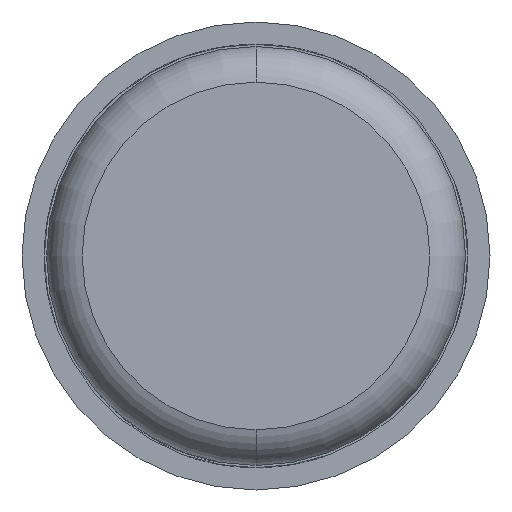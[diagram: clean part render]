
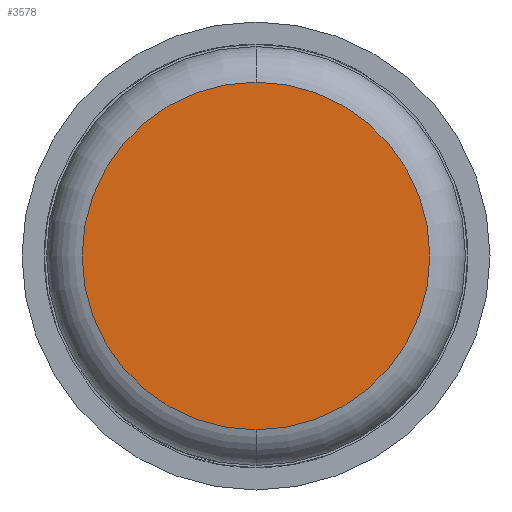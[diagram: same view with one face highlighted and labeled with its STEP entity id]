
A CAD part, front view. The second image highlights one B-rep face of the part: STEP entity #3578.
In plain terms, the highlighted planar face has unit normal (0, -1, 0).
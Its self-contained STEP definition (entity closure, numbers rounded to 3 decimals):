
#44 = CIRCLE ( 'NONE', #972, 0.39 ) ;
#697 = DIRECTION ( 'NONE',  ( 0., 0., 1. ) ) ;
#925 = AXIS2_PLACEMENT_3D ( 'NONE', #3649, #3375, #2176 ) ;
#972 = AXIS2_PLACEMENT_3D ( 'NONE', #2780, #3688, #697 ) ;
#978 = ORIENTED_EDGE ( 'NONE', *, *, #2079, .F. ) ;
#1525 = FACE_OUTER_BOUND ( 'NONE', #1879, .T. ) ;
#1686 = VERTEX_POINT ( 'NONE', #1895 ) ;
#1719 = CARTESIAN_POINT ( 'NONE',  ( -0.39, -16.5, 0. ) ) ;
#1746 = AXIS2_PLACEMENT_3D ( 'NONE', #1719, #3191, #2612 ) ;
#1879 = EDGE_LOOP ( 'NONE', ( #3102, #978 ) ) ;
#1895 = CARTESIAN_POINT ( 'NONE',  ( 0., -16.5, 0.39 ) ) ;
#2047 = PLANE ( 'NONE',  #1746 ) ;
#2079 = EDGE_CURVE ( 'Defeature ausgef�hrt1_5+Defeature ausgef�hrt1_6+Defeature ausgef�hrt1_6+Defeature ausgef�hrt1_6', #3317, #1686, #3546, .T. ) ;
#2154 = EDGE_CURVE ( 'Defeature ausgef�hrt1_5+Defeature ausgef�hrt1_6+Defeature ausgef�hrt1_6+Defeature ausgef�hrt1_6', #1686, #3317, #44, .T. ) ;
#2176 = DIRECTION ( 'NONE',  ( 0., 0., 1. ) ) ;
#2612 = DIRECTION ( 'NONE',  ( 0., 0., -1. ) ) ;
#2780 = CARTESIAN_POINT ( 'NONE',  ( 0., -16.5, 0. ) ) ;
#3102 = ORIENTED_EDGE ( 'NONE', *, *, #2154, .F. ) ;
#3191 = DIRECTION ( 'NONE',  ( 0., -1., 0. ) ) ;
#3317 = VERTEX_POINT ( 'NONE', #3689 ) ;
#3375 = DIRECTION ( 'NONE',  ( 0., 1., 0. ) ) ;
#3546 = CIRCLE ( 'NONE', #925, 0.39 ) ;
#3578 = ADVANCED_FACE ( 'Defeature ausgef�hrt1_6', ( #1525 ), #2047, .T. ) ;
#3649 = CARTESIAN_POINT ( 'NONE',  ( 0., -16.5, 0. ) ) ;
#3688 = DIRECTION ( 'NONE',  ( 0., 1., 0. ) ) ;
#3689 = CARTESIAN_POINT ( 'NONE',  ( 0., -16.5, -0.39 ) ) ;
